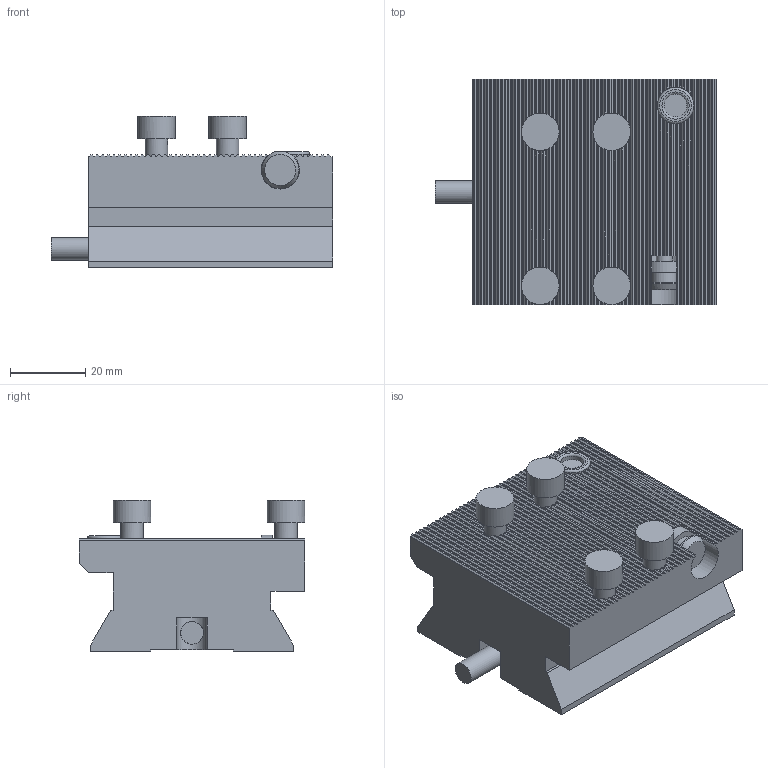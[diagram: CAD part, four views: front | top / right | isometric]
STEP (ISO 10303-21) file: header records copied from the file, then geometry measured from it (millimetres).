
FILE_DESCRIPTION(/* description */ (''),/* implementation_level */ '2;1');
FILE_NAME(/* name */ '10001273621nxv000_00_214.stp',/* time_stamp */ '2024-02-01T12:59:59+01:00',/* author */ (''),/* organization */ (''),/* preprocessor_version */ 'ST-DEVELOPER v18.1',/* originating_system */ 'SIEMENS PLM Software NX 2000',/* authorisation */ '');
FILE_SCHEMA (('AUTOMOTIVE_DESIGN { 1 0 10303 214 3 1 1 1 }'));
Length unit declared in the file: millimetre
Products named in the file (1): 10001273621nxv000_00
Bounding box: 75 x 60 x 40.25 mm (x, y, z)
Volume: 98445.8 mm3; surface area: 20743.6 mm2
Topology: 1 solids, 1 shells, 344 faces, 993 edges, 663 vertices
Faces by surface type: plane 241, cylinder 86, torus 16, cone 1
Full cylindrical faces by diameter (mm): 4.2 x1, 6 x6, 6.07 x1, 6.8 x1, 9.63 x1, 10 x6
Entity records: 11829 total; most frequent: CARTESIAN_POINT 2776, ORIENTED_EDGE 1926, DIRECTION 1851, EDGE_CURVE 963, VERTEX_POINT 652, AXIS2_PLACEMENT_3D 619, LINE 613, VECTOR 613
